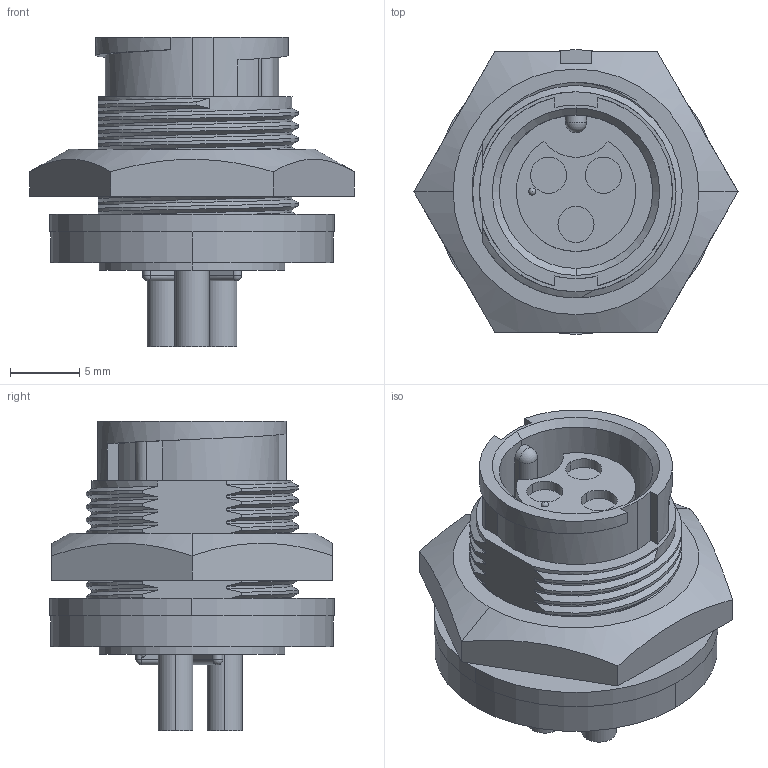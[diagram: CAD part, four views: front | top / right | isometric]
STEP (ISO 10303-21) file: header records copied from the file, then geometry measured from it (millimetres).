
FILE_DESCRIPTION (( 'STEP AP203' ), '1' );
FILE_NAME ('7380-3SG-300.STEP', '2013-04-01T21:13:57', ( '21FPBF1' ), ( 'Conxall' ), 'SwSTEP 2.0', 'SolidWorks 2012', '' );
FILE_SCHEMA (( 'CONFIG_CONTROL_DESIGN' ));
Length unit declared in the file: inch
Products named in the file (1): 7380-3SG-300
Bounding box: 23.46 x 20.62 x 22.43 mm (x, y, z)
Volume: 3459.9 mm3; surface area: 3093.3 mm2
Topology: 2 solids, 2 shells, 167 faces, 445 edges, 291 vertices
Faces by surface type: cylinder 87, plane 46, bspline 24, sphere 6, cone 4
Entity records: 11068 total; most frequent: CARTESIAN_POINT 7338, ORIENTED_EDGE 866, DIRECTION 642, EDGE_CURVE 433, VERTEX_POINT 285, AXIS2_PLACEMENT_3D 233, EDGE_LOOP 184, LINE 176
